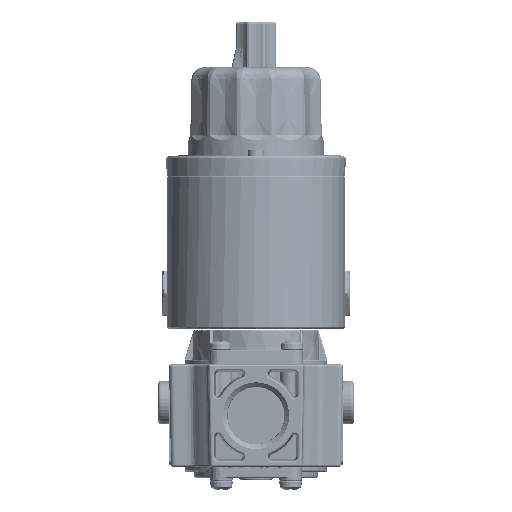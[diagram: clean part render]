
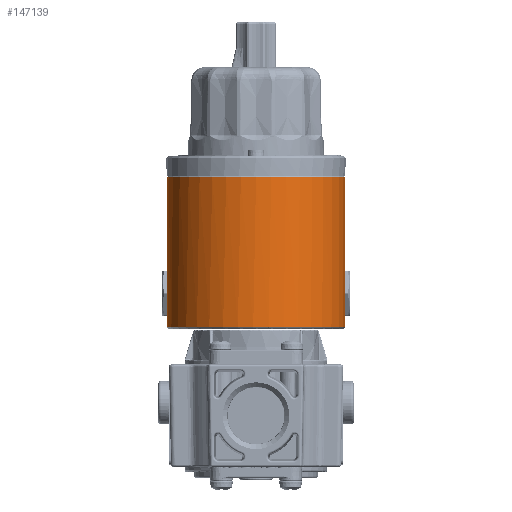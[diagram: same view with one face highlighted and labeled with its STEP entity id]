
A CAD part, left-side view. The second image highlights one B-rep face of the part: STEP entity #147139.
In plain terms, the highlighted cylindrical face has radius 37.5 mm (diameter 75 mm), a full revolution.
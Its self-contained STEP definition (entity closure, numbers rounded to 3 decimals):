
#4840=FACE_BOUND('',#16881,.T.);
#8033=FACE_OUTER_BOUND('',#16880,.T.);
#16880=EDGE_LOOP('',(#91941,#91942,#91943,#91944));
#16881=EDGE_LOOP('',(#91945));
#26193=LINE('',#231232,#30691);
#26194=LINE('',#231236,#30692);
#30691=VECTOR('',#168089,60.5);
#30692=VECTOR('',#168092,60.5);
#34889=CIRCLE('',#155964,37.5);
#34890=CIRCLE('',#155966,37.5);
#34891=CIRCLE('',#155967,37.5);
#53566=VERTEX_POINT('',#231227);
#53567=VERTEX_POINT('',#231230);
#53568=VERTEX_POINT('',#231231);
#53569=VERTEX_POINT('',#231233);
#53570=VERTEX_POINT('',#231235);
#68234=EDGE_CURVE('',#53566,#53566,#34889,.T.);
#68235=EDGE_CURVE('',#53567,#53568,#26193,.T.);
#68236=EDGE_CURVE('',#53569,#53568,#34890,.T.);
#68237=EDGE_CURVE('',#53569,#53570,#26194,.T.);
#68238=EDGE_CURVE('',#53567,#53570,#34891,.T.);
#91941=ORIENTED_EDGE('',*,*,#68235,.T.);
#91942=ORIENTED_EDGE('',*,*,#68236,.F.);
#91943=ORIENTED_EDGE('',*,*,#68237,.T.);
#91944=ORIENTED_EDGE('',*,*,#68238,.F.);
#91945=ORIENTED_EDGE('',*,*,#68234,.F.);
#136145=CYLINDRICAL_SURFACE('',#155965,37.5);
#147139=ADVANCED_FACE('',(#8033,#4840),#136145,.T.);
#155964=AXIS2_PLACEMENT_3D('',#231228,#168085,#168086);
#155965=AXIS2_PLACEMENT_3D('',#231229,#168087,#168088);
#155966=AXIS2_PLACEMENT_3D('',#231234,#168090,#168091);
#155967=AXIS2_PLACEMENT_3D('',#231237,#168093,#168094);
#168085=DIRECTION('center_axis',(0.,0.,
-1.));
#168086=DIRECTION('ref_axis',(-1.,0.,0.));
#168087=DIRECTION('center_axis',(0.,0.,
1.));
#168088=DIRECTION('ref_axis',(-1.,0.,0.));
#168089=DIRECTION('',(0.,0.,1.));
#168090=DIRECTION('center_axis',(0.,0.,
1.));
#168091=DIRECTION('ref_axis',(-1.,0.,0.));
#168092=DIRECTION('',(0.,0.,-1.));
#168093=DIRECTION('center_axis',(0.,0.,
1.));
#168094=DIRECTION('ref_axis',(0.,-1.,0.));
#231227=CARTESIAN_POINT('',(37.5,0.,37.));
#231228=CARTESIAN_POINT('Origin',(0.,0.,
37.));
#231229=CARTESIAN_POINT('Origin',(0.,0.,
36.5));
#231230=CARTESIAN_POINT('',(31.361,-20.561,39.5));
#231231=CARTESIAN_POINT('',(31.361,-20.561,100.));
#231232=CARTESIAN_POINT('',(31.361,-20.561,39.5));
#231233=CARTESIAN_POINT('',(31.361,20.561,100.));
#231234=CARTESIAN_POINT('Origin',(0.,0.,
100.));
#231235=CARTESIAN_POINT('',(31.361,20.561,39.5));
#231236=CARTESIAN_POINT('',(31.361,20.561,39.5));
#231237=CARTESIAN_POINT('Origin',(0.,0.,
39.5));
